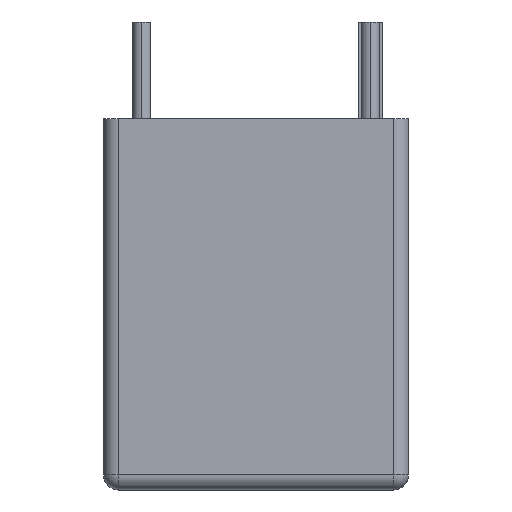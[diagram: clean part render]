
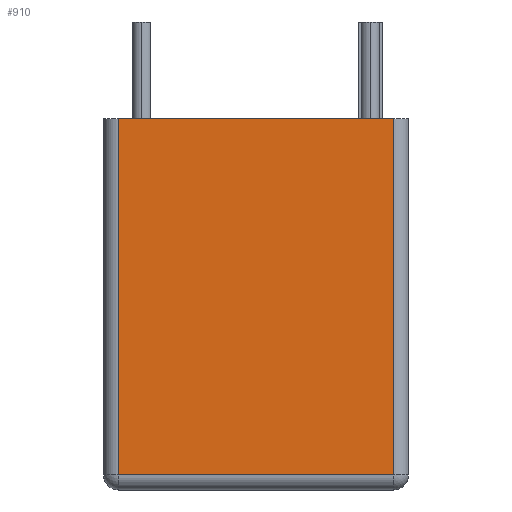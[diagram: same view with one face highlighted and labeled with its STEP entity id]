
A CAD part, left-side view. The second image highlights one B-rep face of the part: STEP entity #910.
In plain terms, the highlighted planar face has unit normal (-1, 0, 0).
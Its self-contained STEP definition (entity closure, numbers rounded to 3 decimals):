
#37=DIRECTION('',(0.,0.,-1.));
#38=VECTOR('',#37,11.8);
#39=CARTESIAN_POINT('',(-14.25,-4.55,0.));
#40=LINE('',#39,#38);
#41=DIRECTION('',(0.,-1.,0.));
#42=VECTOR('',#41,9.1);
#43=CARTESIAN_POINT('',(-14.25,4.55,-11.8));
#44=LINE('',#43,#42);
#45=DIRECTION('',(0.,0.,1.));
#46=VECTOR('',#45,11.8);
#47=CARTESIAN_POINT('',(-14.25,4.55,-11.8));
#48=LINE('',#47,#46);
#133=DIRECTION('',(0.,-1.,0.));
#134=VECTOR('',#133,9.1);
#135=CARTESIAN_POINT('',(-14.25,4.55,0.));
#136=LINE('',#135,#134);
#736=CARTESIAN_POINT('',(-14.25,4.55,-11.8));
#738=VERTEX_POINT('',#736);
#740=CARTESIAN_POINT('',(-14.25,-4.55,-11.8));
#741=VERTEX_POINT('',#740);
#756=CARTESIAN_POINT('',(-14.25,-4.55,0.));
#758=VERTEX_POINT('',#756);
#761=CARTESIAN_POINT('',(-14.25,4.55,0.));
#763=VERTEX_POINT('',#761);
#897=CARTESIAN_POINT('',(-14.25,5.05,-12.3));
#898=DIRECTION('',(-1.,0.,0.));
#899=DIRECTION('',(0.,0.,1.));
#900=AXIS2_PLACEMENT_3D('',#897,#898,#899);
#901=PLANE('',#900);
#903=ORIENTED_EDGE('',*,*,#902,.T.);
#904=ORIENTED_EDGE('',*,*,#888,.F.);
#905=ORIENTED_EDGE('',*,*,#864,.T.);
#907=ORIENTED_EDGE('',*,*,#906,.T.);
#908=EDGE_LOOP('',(#903,#904,#905,#907));
#909=FACE_OUTER_BOUND('',#908,.F.);
#864=EDGE_CURVE('',#738,#763,#48,.T.);
#888=EDGE_CURVE('',#738,#741,#44,.T.);
#902=EDGE_CURVE('',#758,#741,#40,.T.);
#906=EDGE_CURVE('',#763,#758,#136,.T.);
#910=ADVANCED_FACE('',(#909),#901,.T.);
